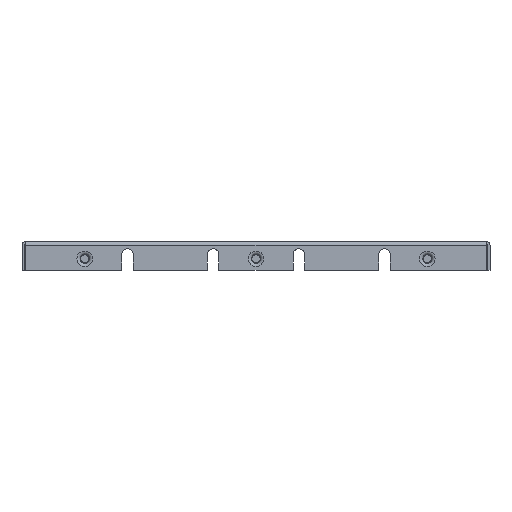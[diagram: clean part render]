
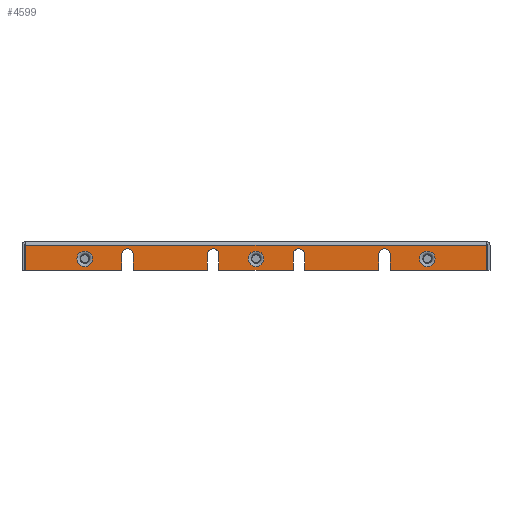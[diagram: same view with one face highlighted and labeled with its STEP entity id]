
A CAD part, front view. The second image highlights one B-rep face of the part: STEP entity #4599.
In plain terms, the highlighted planar face has unit normal (0, -1, 0).
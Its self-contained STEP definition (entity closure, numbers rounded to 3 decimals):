
#228=CIRCLE('',#4967,0.54);
#229=CIRCLE('',#4968,0.54);
#230=CIRCLE('',#4969,0.54);
#231=CIRCLE('',#4970,0.4);
#232=CIRCLE('',#4971,0.4);
#233=CIRCLE('',#4972,0.4);
#234=CIRCLE('',#4973,0.4);
#529=ORIENTED_EDGE('',*,*,#1715,.T.);
#530=ORIENTED_EDGE('',*,*,#1716,.T.);
#531=ORIENTED_EDGE('',*,*,#1717,.T.);
#532=ORIENTED_EDGE('',*,*,#1718,.F.);
#533=ORIENTED_EDGE('',*,*,#1719,.F.);
#534=ORIENTED_EDGE('',*,*,#1702,.F.);
#535=ORIENTED_EDGE('',*,*,#1720,.F.);
#536=ORIENTED_EDGE('',*,*,#1721,.F.);
#537=ORIENTED_EDGE('',*,*,#1722,.F.);
#538=ORIENTED_EDGE('',*,*,#1710,.F.);
#539=ORIENTED_EDGE('',*,*,#1723,.F.);
#540=ORIENTED_EDGE('',*,*,#1724,.T.);
#541=ORIENTED_EDGE('',*,*,#1725,.F.);
#542=ORIENTED_EDGE('',*,*,#1726,.F.);
#543=ORIENTED_EDGE('',*,*,#1727,.T.);
#544=ORIENTED_EDGE('',*,*,#1728,.T.);
#545=ORIENTED_EDGE('',*,*,#1729,.T.);
#546=ORIENTED_EDGE('',*,*,#1730,.F.);
#547=ORIENTED_EDGE('',*,*,#1731,.T.);
#548=ORIENTED_EDGE('',*,*,#1732,.T.);
#549=ORIENTED_EDGE('',*,*,#1733,.T.);
#550=ORIENTED_EDGE('',*,*,#1734,.F.);
#551=ORIENTED_EDGE('',*,*,#1735,.F.);
#1702=EDGE_CURVE('',#2295,#2293,#2678,.T.);
#1710=EDGE_CURVE('',#2303,#2301,#2686,.T.);
#1715=EDGE_CURVE('',#2308,#2308,#228,.T.);
#1716=EDGE_CURVE('',#2309,#2309,#229,.T.);
#1717=EDGE_CURVE('',#2310,#2310,#230,.T.);
#1718=EDGE_CURVE('',#2311,#2312,#231,.T.);
#1719=EDGE_CURVE('',#2293,#2311,#2691,.T.);
#1720=EDGE_CURVE('',#2313,#2295,#2692,.T.);
#1721=EDGE_CURVE('',#2314,#2313,#232,.T.);
#1722=EDGE_CURVE('',#2301,#2314,#2693,.T.);
#1723=EDGE_CURVE('',#2315,#2303,#2694,.T.);
#1724=EDGE_CURVE('',#2315,#2316,#2695,.T.);
#1725=EDGE_CURVE('',#2317,#2316,#2696,.T.);
#1726=EDGE_CURVE('',#2318,#2317,#2697,.T.);
#1727=EDGE_CURVE('',#2318,#2319,#2698,.T.);
#1728=EDGE_CURVE('',#2319,#2320,#233,.T.);
#1729=EDGE_CURVE('',#2320,#2321,#2699,.T.);
#1730=EDGE_CURVE('',#2322,#2321,#2700,.T.);
#1731=EDGE_CURVE('',#2322,#2323,#2701,.T.);
#1732=EDGE_CURVE('',#2323,#2324,#234,.T.);
#1733=EDGE_CURVE('',#2324,#2325,#2702,.T.);
#1734=EDGE_CURVE('',#2326,#2325,#2703,.T.);
#1735=EDGE_CURVE('',#2312,#2326,#2704,.T.);
#2293=VERTEX_POINT('',#7057);
#2295=VERTEX_POINT('',#7061);
#2301=VERTEX_POINT('',#7075);
#2303=VERTEX_POINT('',#7079);
#2308=VERTEX_POINT('',#7092);
#2309=VERTEX_POINT('',#7094);
#2310=VERTEX_POINT('',#7096);
#2311=VERTEX_POINT('',#7098);
#2312=VERTEX_POINT('',#7099);
#2313=VERTEX_POINT('',#7102);
#2314=VERTEX_POINT('',#7104);
#2315=VERTEX_POINT('',#7107);
#2316=VERTEX_POINT('',#7109);
#2317=VERTEX_POINT('',#7111);
#2318=VERTEX_POINT('',#7113);
#2319=VERTEX_POINT('',#7115);
#2320=VERTEX_POINT('',#7117);
#2321=VERTEX_POINT('',#7119);
#2322=VERTEX_POINT('',#7121);
#2323=VERTEX_POINT('',#7123);
#2324=VERTEX_POINT('',#7125);
#2325=VERTEX_POINT('',#7127);
#2326=VERTEX_POINT('',#7129);
#2678=LINE('',#7062,#3015);
#2686=LINE('',#7080,#3023);
#2691=LINE('',#7100,#3028);
#2692=LINE('',#7101,#3029);
#2693=LINE('',#7105,#3030);
#2694=LINE('',#7106,#3031);
#2695=LINE('',#7108,#3032);
#2696=LINE('',#7110,#3033);
#2697=LINE('',#7112,#3034);
#2698=LINE('',#7114,#3035);
#2699=LINE('',#7118,#3036);
#2700=LINE('',#7120,#3037);
#2701=LINE('',#7122,#3038);
#2702=LINE('',#7126,#3039);
#2703=LINE('',#7128,#3040);
#2704=LINE('',#7130,#3041);
#3015=VECTOR('',#5609,1000.);
#3023=VECTOR('',#5621,1000.);
#3028=VECTOR('',#5638,1000.);
#3029=VECTOR('',#5639,1000.);
#3030=VECTOR('',#5642,1000.);
#3031=VECTOR('',#5643,1000.);
#3032=VECTOR('',#5644,1000.);
#3033=VECTOR('',#5645,1000.);
#3034=VECTOR('',#5646,1000.);
#3035=VECTOR('',#5647,1000.);
#3036=VECTOR('',#5650,1000.);
#3037=VECTOR('',#5651,1000.);
#3038=VECTOR('',#5652,1000.);
#3039=VECTOR('',#5655,1000.);
#3040=VECTOR('',#5656,1000.);
#3041=VECTOR('',#5657,1000.);
#3395=EDGE_LOOP('',(#529));
#3396=EDGE_LOOP('',(#530));
#3397=EDGE_LOOP('',(#531));
#3398=EDGE_LOOP('',(#532,#533,#534,#535,#536,#537,#538,#539,#540,#541,#542,
#543,#544,#545,#546,#547,#548,#549,#550,#551));
#3959=FACE_BOUND('',#3395,.T.);
#3960=FACE_BOUND('',#3396,.T.);
#3961=FACE_BOUND('',#3397,.T.);
#3962=FACE_BOUND('',#3398,.T.);
#4453=PLANE('',#4966);
#4599=ADVANCED_FACE('',(#3959,#3960,#3961,#3962),#4453,.F.);
#4966=AXIS2_PLACEMENT_3D('',#7090,#5628,#5629);
#4967=AXIS2_PLACEMENT_3D('',#7091,#5630,#5631);
#4968=AXIS2_PLACEMENT_3D('',#7093,#5632,#5633);
#4969=AXIS2_PLACEMENT_3D('',#7095,#5634,#5635);
#4970=AXIS2_PLACEMENT_3D('',#7097,#5636,#5637);
#4971=AXIS2_PLACEMENT_3D('',#7103,#5640,#5641);
#4972=AXIS2_PLACEMENT_3D('',#7116,#5648,#5649);
#4973=AXIS2_PLACEMENT_3D('',#7124,#5653,#5654);
#5609=DIRECTION('',(-1.,0.,0.));
#5621=DIRECTION('',(-1.,0.,0.));
#5628=DIRECTION('',(0.,1.,0.));
#5629=DIRECTION('',(0.,0.,1.));
#5630=DIRECTION('',(0.,1.,0.));
#5631=DIRECTION('',(0.,0.,1.));
#5632=DIRECTION('',(0.,1.,0.));
#5633=DIRECTION('',(0.,0.,1.));
#5634=DIRECTION('',(0.,1.,0.));
#5635=DIRECTION('',(0.,0.,1.));
#5636=DIRECTION('',(0.,-1.,0.));
#5637=DIRECTION('',(1.,0.,0.));
#5638=DIRECTION('',(0.,0.,1.));
#5639=DIRECTION('',(0.,0.,-1.));
#5640=DIRECTION('',(0.,-1.,0.));
#5641=DIRECTION('',(1.,0.,0.));
#5642=DIRECTION('',(0.,0.,1.));
#5643=DIRECTION('',(0.,0.,-1.));
#5644=DIRECTION('',(-1.,0.,0.));
#5645=DIRECTION('',(0.,0.,1.));
#5646=DIRECTION('',(-1.,0.,0.));
#5647=DIRECTION('',(0.,0.,1.));
#5648=DIRECTION('',(0.,1.,0.));
#5649=DIRECTION('',(-1.,0.,0.));
#5650=DIRECTION('',(0.,0.,-1.));
#5651=DIRECTION('',(-1.,0.,0.));
#5652=DIRECTION('',(0.,0.,1.));
#5653=DIRECTION('',(0.,1.,0.));
#5654=DIRECTION('',(-1.,0.,0.));
#5655=DIRECTION('',(0.,0.,-1.));
#5656=DIRECTION('',(-1.,0.,0.));
#5657=DIRECTION('',(0.,0.,-1.));
#7057=CARTESIAN_POINT('',(3.37,-16.23,0.));
#7061=CARTESIAN_POINT('',(8.51,-16.23,0.));
#7062=CARTESIAN_POINT('',(15.98,-16.23,0.));
#7075=CARTESIAN_POINT('',(9.31,-16.23,0.));
#7079=CARTESIAN_POINT('',(15.98,-16.23,0.));
#7080=CARTESIAN_POINT('',(15.98,-16.23,0.));
#7090=CARTESIAN_POINT('',(0.,-16.23,0.));
#7091=CARTESIAN_POINT('',(11.88,-16.23,0.8));
#7092=CARTESIAN_POINT('',(11.88,-16.23,1.34));
#7093=CARTESIAN_POINT('',(-11.88,-16.23,0.8));
#7094=CARTESIAN_POINT('',(-11.88,-16.23,1.34));
#7095=CARTESIAN_POINT('',(0.,-16.23,0.8));
#7096=CARTESIAN_POINT('',(0.,-16.23,1.34));
#7097=CARTESIAN_POINT('',(2.97,-16.23,1.1));
#7098=CARTESIAN_POINT('',(3.37,-16.23,1.1));
#7099=CARTESIAN_POINT('',(2.57,-16.23,1.1));
#7100=CARTESIAN_POINT('',(3.37,-16.23,0.));
#7101=CARTESIAN_POINT('',(8.51,-16.23,1.1));
#7102=CARTESIAN_POINT('',(8.51,-16.23,1.1));
#7103=CARTESIAN_POINT('',(8.91,-16.23,1.1));
#7104=CARTESIAN_POINT('',(9.31,-16.23,1.1));
#7105=CARTESIAN_POINT('',(9.31,-16.23,0.));
#7106=CARTESIAN_POINT('',(15.98,-16.23,1.959));
#7107=CARTESIAN_POINT('',(15.98,-16.23,1.75));
#7108=CARTESIAN_POINT('',(15.98,-16.23,1.75));
#7109=CARTESIAN_POINT('',(-15.98,-16.23,1.75));
#7110=CARTESIAN_POINT('',(-15.98,-16.23,1.959));
#7111=CARTESIAN_POINT('',(-15.98,-16.23,0.));
#7112=CARTESIAN_POINT('',(15.98,-16.23,0.));
#7113=CARTESIAN_POINT('',(-9.31,-16.23,0.));
#7114=CARTESIAN_POINT('',(-9.31,-16.23,0.));
#7115=CARTESIAN_POINT('',(-9.31,-16.23,1.1));
#7116=CARTESIAN_POINT('',(-8.91,-16.23,1.1));
#7117=CARTESIAN_POINT('',(-8.51,-16.23,1.1));
#7118=CARTESIAN_POINT('',(-8.51,-16.23,1.1));
#7119=CARTESIAN_POINT('',(-8.51,-16.23,0.));
#7120=CARTESIAN_POINT('',(15.98,-16.23,0.));
#7121=CARTESIAN_POINT('',(-3.37,-16.23,0.));
#7122=CARTESIAN_POINT('',(-3.37,-16.23,0.));
#7123=CARTESIAN_POINT('',(-3.37,-16.23,1.1));
#7124=CARTESIAN_POINT('',(-2.97,-16.23,1.1));
#7125=CARTESIAN_POINT('',(-2.57,-16.23,1.1));
#7126=CARTESIAN_POINT('',(-2.57,-16.23,1.1));
#7127=CARTESIAN_POINT('',(-2.57,-16.23,0.));
#7128=CARTESIAN_POINT('',(15.98,-16.23,0.));
#7129=CARTESIAN_POINT('',(2.57,-16.23,0.));
#7130=CARTESIAN_POINT('',(2.57,-16.23,1.1));
